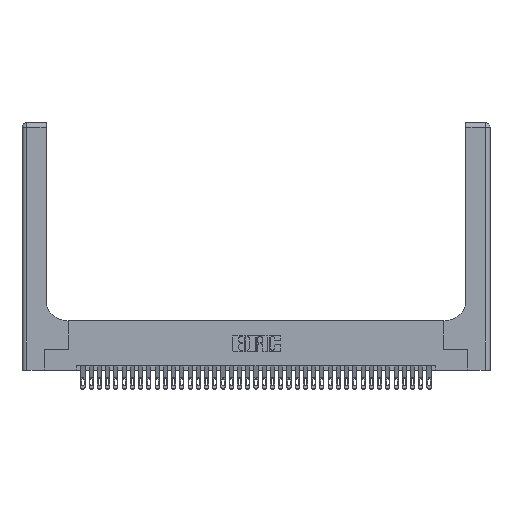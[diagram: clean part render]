
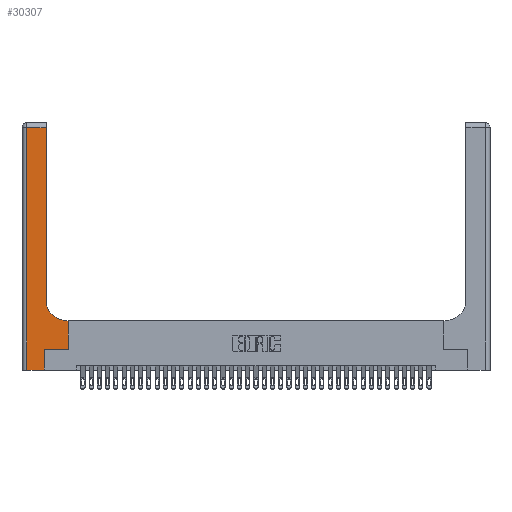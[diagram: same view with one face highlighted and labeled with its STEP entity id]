
A CAD part, top view. The second image highlights one B-rep face of the part: STEP entity #30307.
In plain terms, the highlighted planar face has unit normal (0, 0, 1).
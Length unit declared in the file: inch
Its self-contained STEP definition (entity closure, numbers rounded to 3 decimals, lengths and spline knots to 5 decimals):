
#535 = EDGE_CURVE ( 'NONE', #34550, #37660, #17410, .T. ) ;
#2064 = CARTESIAN_POINT ( 'NONE',  ( 0.2915, 0.6, 0.37 ) ) ;
#3053 = CARTESIAN_POINT ( 'NONE',  ( 0.5585, 0.25, 0.37 ) ) ;
#4374 = CARTESIAN_POINT ( 'NONE',  ( 0., 0., 0.37 ) ) ;
#4666 = LINE ( 'NONE', #13563, #25495 ) ;
#5001 = DIRECTION ( 'NONE',  ( 0., 1., 0. ) ) ;
#5496 = LINE ( 'NONE', #2064, #9747 ) ;
#7313 = ORIENTED_EDGE ( 'NONE', *, *, #535, .T. ) ;
#8203 = DIRECTION ( 'NONE',  ( 1., 0., 0. ) ) ;
#8770 = DIRECTION ( 'NONE',  ( 1., 0., 0. ) ) ;
#9000 = CARTESIAN_POINT ( 'NONE',  ( 0.5585, 0.25, 0.37 ) ) ;
#9747 = VECTOR ( 'NONE', #12427, 39.37008 ) ;
#9991 = ORIENTED_EDGE ( 'NONE', *, *, #36195, .T. ) ;
#10204 = CIRCLE ( 'NONE', #11984, 0.25 ) ;
#10938 = LINE ( 'NONE', #28942, #23136 ) ;
#11984 = AXIS2_PLACEMENT_3D ( 'NONE', #35819, #38976, #8770 ) ;
#12132 = CARTESIAN_POINT ( 'NONE',  ( 0.5585, 0.6, 0.37 ) ) ;
#12427 = DIRECTION ( 'NONE',  ( -1., 0., 0. ) ) ;
#12924 = ORIENTED_EDGE ( 'NONE', *, *, #27700, .T. ) ;
#13235 = CARTESIAN_POINT ( 'NONE',  ( 0.06, 2.94, 0.37 ) ) ;
#13563 = CARTESIAN_POINT ( 'NONE',  ( 0.269, 0., 0.37 ) ) ;
#14253 = LINE ( 'NONE', #4374, #29396 ) ;
#15288 = CARTESIAN_POINT ( 'NONE',  ( 0.269, 0.25, 0.37 ) ) ;
#16403 = VECTOR ( 'NONE', #30121, 39.37008 ) ;
#16562 = PLANE ( 'NONE',  #32299 ) ;
#16851 = EDGE_LOOP ( 'NONE', ( #19900, #7313, #19999, #12924, #23801, #32871, #37584, #17860, #9991 ) ) ;
#16956 = CARTESIAN_POINT ( 'NONE',  ( 0., 3., 0.37 ) ) ;
#17410 = LINE ( 'NONE', #18431, #23608 ) ;
#17767 = EDGE_CURVE ( 'NONE', #19228, #27490, #5496, .T. ) ;
#17860 = ORIENTED_EDGE ( 'NONE', *, *, #17767, .T. ) ;
#18431 = CARTESIAN_POINT ( 'NONE',  ( 0., 2.94, 0.37 ) ) ;
#19228 = VERTEX_POINT ( 'NONE', #12132 ) ;
#19900 = ORIENTED_EDGE ( 'NONE', *, *, #23219, .T. ) ;
#19999 = ORIENTED_EDGE ( 'NONE', *, *, #38155, .T. ) ;
#20297 = CARTESIAN_POINT ( 'NONE',  ( 0.2915, 3., 0.37 ) ) ;
#21375 = VERTEX_POINT ( 'NONE', #28388 ) ;
#21544 = FACE_OUTER_BOUND ( 'NONE', #16851, .T. ) ;
#23053 = DIRECTION ( 'NONE',  ( 0., 0., -1. ) ) ;
#23136 = VECTOR ( 'NONE', #8203, 39.37008 ) ;
#23219 = EDGE_CURVE ( 'NONE', #39086, #34550, #29688, .T. ) ;
#23608 = VECTOR ( 'NONE', #27593, 39.37008 ) ;
#23656 = EDGE_CURVE ( 'NONE', #28194, #19228, #30598, .T. ) ;
#23801 = ORIENTED_EDGE ( 'NONE', *, *, #34261, .T. ) ;
#25009 = CARTESIAN_POINT ( 'NONE',  ( 0.5415, 0.6, 0.37 ) ) ;
#25440 = VECTOR ( 'NONE', #5001, 39.37008 ) ;
#25495 = VECTOR ( 'NONE', #25877, 39.37008 ) ;
#25519 = VERTEX_POINT ( 'NONE', #15288 ) ;
#25532 = DIRECTION ( 'NONE',  ( 1., 0., 0. ) ) ;
#25617 = CARTESIAN_POINT ( 'NONE',  ( 0.2915, 0.85, 0.37 ) ) ;
#25726 = VERTEX_POINT ( 'NONE', #34713 ) ;
#25877 = DIRECTION ( 'NONE',  ( 0., 1., 0. ) ) ;
#26629 = LINE ( 'NONE', #30829, #29908 ) ;
#27490 = VERTEX_POINT ( 'NONE', #25009 ) ;
#27593 = DIRECTION ( 'NONE',  ( -1., 0., 0. ) ) ;
#27700 = EDGE_CURVE ( 'NONE', #25726, #21375, #14253, .T. ) ;
#28194 = VERTEX_POINT ( 'NONE', #3053 ) ;
#28388 = CARTESIAN_POINT ( 'NONE',  ( 0.269, 0., 0.37 ) ) ;
#28942 = CARTESIAN_POINT ( 'NONE',  ( 0.269, 0.25, 0.37 ) ) ;
#29396 = VECTOR ( 'NONE', #25532, 39.37008 ) ;
#29688 = LINE ( 'NONE', #20297, #25440 ) ;
#29908 = VECTOR ( 'NONE', #36511, 39.37008 ) ;
#30121 = DIRECTION ( 'NONE',  ( 0., 1., 0. ) ) ;
#30307 = ADVANCED_FACE ( 'NONE', ( #21544 ), #16562, .F. ) ;
#30598 = LINE ( 'NONE', #9000, #16403 ) ;
#30829 = CARTESIAN_POINT ( 'NONE',  ( 0.06, 3., 0.37 ) ) ;
#32299 = AXIS2_PLACEMENT_3D ( 'NONE', #16956, #23053, #37692 ) ;
#32871 = ORIENTED_EDGE ( 'NONE', *, *, #33747, .T. ) ;
#33747 = EDGE_CURVE ( 'NONE', #25519, #28194, #10938, .T. ) ;
#34261 = EDGE_CURVE ( 'NONE', #21375, #25519, #4666, .T. ) ;
#34550 = VERTEX_POINT ( 'NONE', #38931 ) ;
#34713 = CARTESIAN_POINT ( 'NONE',  ( 0.06, 0., 0.37 ) ) ;
#35819 = CARTESIAN_POINT ( 'NONE',  ( 0.5415, 0.85, 0.37 ) ) ;
#36195 = EDGE_CURVE ( 'NONE', #27490, #39086, #10204, .T. ) ;
#36511 = DIRECTION ( 'NONE',  ( 0., -1., 0. ) ) ;
#37584 = ORIENTED_EDGE ( 'NONE', *, *, #23656, .T. ) ;
#37660 = VERTEX_POINT ( 'NONE', #13235 ) ;
#37692 = DIRECTION ( 'NONE',  ( -1., 0., 0. ) ) ;
#38155 = EDGE_CURVE ( 'NONE', #37660, #25726, #26629, .T. ) ;
#38931 = CARTESIAN_POINT ( 'NONE',  ( 0.2915, 2.94, 0.37 ) ) ;
#38976 = DIRECTION ( 'NONE',  ( 0., 0., -1. ) ) ;
#39086 = VERTEX_POINT ( 'NONE', #25617 ) ;
